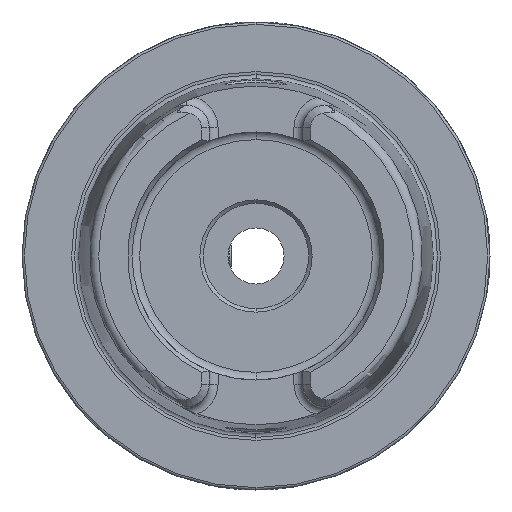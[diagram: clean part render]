
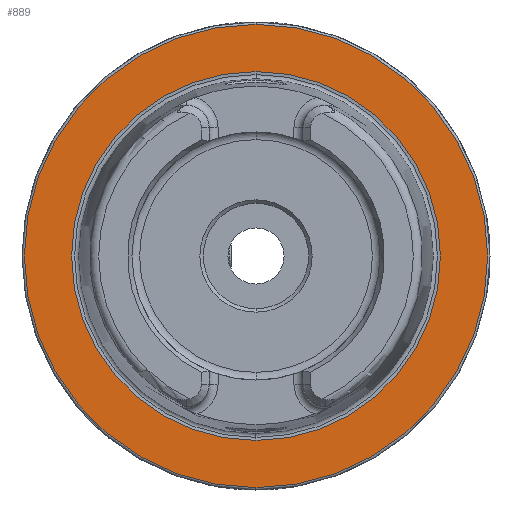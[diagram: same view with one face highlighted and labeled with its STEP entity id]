
A CAD part, left-side view. The second image highlights one B-rep face of the part: STEP entity #889.
In plain terms, the highlighted planar face has unit normal (-1, 0, 0).
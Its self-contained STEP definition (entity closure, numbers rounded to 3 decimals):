
#28 = DIRECTION ( 'NONE',  ( 0., 0., -1. ) ) ;
#45 = VERTEX_POINT ( 'NONE', #3264 ) ;
#63 = DIRECTION ( 'NONE',  ( 1., 0., 0. ) ) ;
#82 = CARTESIAN_POINT ( 'NONE',  ( 0., 0., 49.5 ) ) ;
#889 = ADVANCED_FACE ( 'NONE', ( #6987, #2188 ), #5138, .F. ) ;
#1329 = CARTESIAN_POINT ( 'NONE',  ( 0., 49.5, 0. ) ) ;
#1374 = CIRCLE ( 'NONE', #7110, 49.5 ) ;
#1669 = AXIS2_PLACEMENT_3D ( 'NONE', #7417, #3493, #8074 ) ;
#2188 = FACE_OUTER_BOUND ( 'NONE', #5916, .T. ) ;
#2399 = CIRCLE ( 'NONE', #7795, 49.5 ) ;
#2716 = DIRECTION ( 'NONE',  ( -1., 0., 0. ) ) ;
#2850 = ORIENTED_EDGE ( 'NONE', *, *, #3961, .F. ) ;
#2992 = DIRECTION ( 'NONE',  ( -1., 0., 0. ) ) ;
#3243 = VERTEX_POINT ( 'NONE', #3465 ) ;
#3264 = CARTESIAN_POINT ( 'NONE',  ( 0., 0., -49.5 ) ) ;
#3465 = CARTESIAN_POINT ( 'NONE',  ( 0., 0., 39.405 ) ) ;
#3493 = DIRECTION ( 'NONE',  ( -1., 0., 0. ) ) ;
#3498 = CARTESIAN_POINT ( 'NONE',  ( 0., 0., -39.405 ) ) ;
#3743 = CARTESIAN_POINT ( 'NONE',  ( 0., 0., 0. ) ) ;
#3775 = VERTEX_POINT ( 'NONE', #82 ) ;
#3961 = EDGE_CURVE ( 'NONE', #3243, #8027, #4820, .T. ) ;
#4424 = DIRECTION ( 'NONE',  ( 0., 0., 1. ) ) ;
#4591 = CIRCLE ( 'NONE', #7987, 39.405 ) ;
#4611 = ORIENTED_EDGE ( 'NONE', *, *, #5360, .F. ) ;
#4674 = AXIS2_PLACEMENT_3D ( 'NONE', #1329, #63, #28 ) ;
#4820 = CIRCLE ( 'NONE', #1669, 39.405 ) ;
#5138 = PLANE ( 'NONE',  #4674 ) ;
#5298 = EDGE_CURVE ( 'NONE', #45, #3775, #1374, .T. ) ;
#5360 = EDGE_CURVE ( 'NONE', #8027, #3243, #4591, .T. ) ;
#5916 = EDGE_LOOP ( 'NONE', ( #6353, #8079 ) ) ;
#6315 = EDGE_LOOP ( 'NONE', ( #2850, #4611 ) ) ;
#6353 = ORIENTED_EDGE ( 'NONE', *, *, #7099, .T. ) ;
#6629 = CARTESIAN_POINT ( 'NONE',  ( 0., 0., 0. ) ) ;
#6913 = CARTESIAN_POINT ( 'NONE',  ( 0., 0., 0. ) ) ;
#6987 = FACE_BOUND ( 'NONE', #6315, .T. ) ;
#7099 = EDGE_CURVE ( 'NONE', #3775, #45, #2399, .T. ) ;
#7110 = AXIS2_PLACEMENT_3D ( 'NONE', #6913, #2992, #7575 ) ;
#7292 = DIRECTION ( 'NONE',  ( 0., 0., 1. ) ) ;
#7417 = CARTESIAN_POINT ( 'NONE',  ( 0., 0., 0. ) ) ;
#7575 = DIRECTION ( 'NONE',  ( 0., 0., 1. ) ) ;
#7795 = AXIS2_PLACEMENT_3D ( 'NONE', #6629, #2716, #7292 ) ;
#7987 = AXIS2_PLACEMENT_3D ( 'NONE', #3743, #8344, #4424 ) ;
#8027 = VERTEX_POINT ( 'NONE', #3498 ) ;
#8074 = DIRECTION ( 'NONE',  ( 0., 0., 1. ) ) ;
#8079 = ORIENTED_EDGE ( 'NONE', *, *, #5298, .T. ) ;
#8344 = DIRECTION ( 'NONE',  ( -1., 0., 0. ) ) ;
